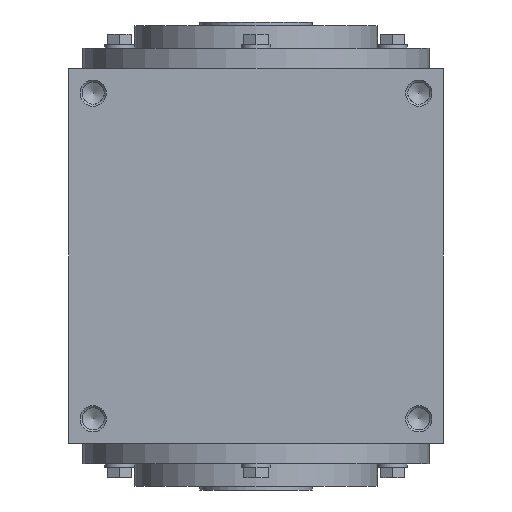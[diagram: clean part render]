
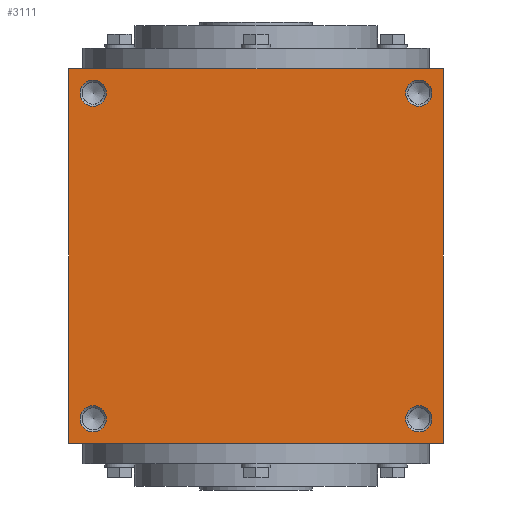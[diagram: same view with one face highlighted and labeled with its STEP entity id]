
A CAD part, left-side view. The second image highlights one B-rep face of the part: STEP entity #3111.
In plain terms, the highlighted face is planar.
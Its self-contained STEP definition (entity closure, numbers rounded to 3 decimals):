
#260=PLANE('',#4738);
#417=LINE('',#6635,#577);
#421=LINE('',#6652,#581);
#424=LINE('',#6668,#584);
#427=LINE('',#6682,#587);
#577=VECTOR('',#5540,1000.);
#581=VECTOR('',#5554,1000.);
#584=VECTOR('',#5569,1000.);
#587=VECTOR('',#5582,1000.);
#1059=ORIENTED_EDGE('',*,*,#1754,.F.);
#1060=ORIENTED_EDGE('',*,*,#1755,.T.);
#1061=ORIENTED_EDGE('',*,*,#1756,.F.);
#1062=ORIENTED_EDGE('',*,*,#1757,.T.);
#1063=ORIENTED_EDGE('',*,*,#1729,.F.);
#1064=ORIENTED_EDGE('',*,*,#1752,.F.);
#1065=ORIENTED_EDGE('',*,*,#1745,.F.);
#1066=ORIENTED_EDGE('',*,*,#1737,.F.);
#1729=EDGE_CURVE('',#2065,#2066,#417,.T.);
#1737=EDGE_CURVE('',#2066,#2073,#421,.T.);
#1745=EDGE_CURVE('',#2073,#2080,#424,.T.);
#1752=EDGE_CURVE('',#2080,#2065,#427,.T.);
#1754=EDGE_CURVE('',#2086,#2086,#2267,.T.);
#1755=EDGE_CURVE('',#2087,#2087,#2268,.T.);
#1756=EDGE_CURVE('',#2088,#2088,#2269,.T.);
#1757=EDGE_CURVE('',#2089,#2089,#2270,.T.);
#2065=VERTEX_POINT('',#6636);
#2066=VERTEX_POINT('',#6637);
#2073=VERTEX_POINT('',#6653);
#2080=VERTEX_POINT('',#6669);
#2086=VERTEX_POINT('',#6686);
#2087=VERTEX_POINT('',#6688);
#2088=VERTEX_POINT('',#6690);
#2089=VERTEX_POINT('',#6692);
#2267=CIRCLE('',#4739,7.);
#2268=CIRCLE('',#4740,7.);
#2269=CIRCLE('',#4741,7.);
#2270=CIRCLE('',#4742,7.);
#2429=EDGE_LOOP('',(#1059));
#2430=EDGE_LOOP('',(#1060));
#2431=EDGE_LOOP('',(#1061));
#2432=EDGE_LOOP('',(#1062));
#2433=EDGE_LOOP('',(#1063,#1064,#1065,#1066));
#2742=FACE_BOUND('',#2429,.T.);
#2743=FACE_BOUND('',#2430,.T.);
#2744=FACE_BOUND('',#2431,.T.);
#2745=FACE_BOUND('',#2432,.T.);
#2746=FACE_BOUND('',#2433,.T.);
#3111=ADVANCED_FACE('',(#2742,#2743,#2744,#2745,#2746),#260,.F.);
#4738=AXIS2_PLACEMENT_3D('',#6684,#5584,#5585);
#4739=AXIS2_PLACEMENT_3D('',#6685,#5586,#5587);
#4740=AXIS2_PLACEMENT_3D('',#6687,#5588,#5589);
#4741=AXIS2_PLACEMENT_3D('',#6689,#5590,#5591);
#4742=AXIS2_PLACEMENT_3D('',#6691,#5592,#5593);
#5540=DIRECTION('',(0.,-1.,0.));
#5554=DIRECTION('',(1.,0.,0.));
#5569=DIRECTION('',(0.,1.,0.));
#5582=DIRECTION('',(-1.,0.,0.));
#5584=DIRECTION('',(0.,0.,1.));
#5585=DIRECTION('',(1.,0.,0.));
#5586=DIRECTION('',(0.,0.,-1.));
#5587=DIRECTION('',(-1.,0.,0.));
#5588=DIRECTION('',(0.,0.,1.));
#5589=DIRECTION('',(1.,0.,0.));
#5590=DIRECTION('',(0.,0.,-1.));
#5591=DIRECTION('',(-1.,0.,0.));
#5592=DIRECTION('',(0.,0.,1.));
#5593=DIRECTION('',(1.,0.,0.));
#6635=CARTESIAN_POINT('',(-100.,100.,-100.));
#6636=CARTESIAN_POINT('',(-100.,100.,-100.));
#6637=CARTESIAN_POINT('',(-100.,-100.,-100.));
#6652=CARTESIAN_POINT('',(-100.,-100.,-100.));
#6653=CARTESIAN_POINT('',(100.,-100.,-100.));
#6668=CARTESIAN_POINT('',(100.,-100.,-100.));
#6669=CARTESIAN_POINT('',(100.,100.,-100.));
#6682=CARTESIAN_POINT('',(100.,100.,-100.));
#6684=CARTESIAN_POINT('',(0.,0.,-100.));
#6685=CARTESIAN_POINT('',(-87.,87.,-100.));
#6686=CARTESIAN_POINT('',(-94.,87.,-100.));
#6687=CARTESIAN_POINT('',(87.,87.,-100.));
#6688=CARTESIAN_POINT('',(94.,87.,-100.));
#6689=CARTESIAN_POINT('',(-87.,-87.,-100.));
#6690=CARTESIAN_POINT('',(-94.,-87.,-100.));
#6691=CARTESIAN_POINT('',(87.,-87.,-100.));
#6692=CARTESIAN_POINT('',(94.,-87.,-100.));
